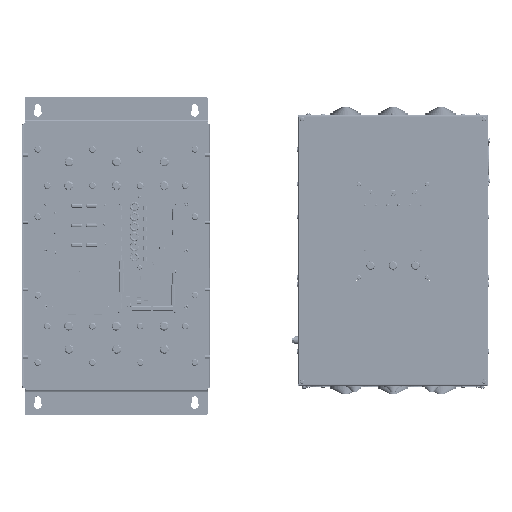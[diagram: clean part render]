
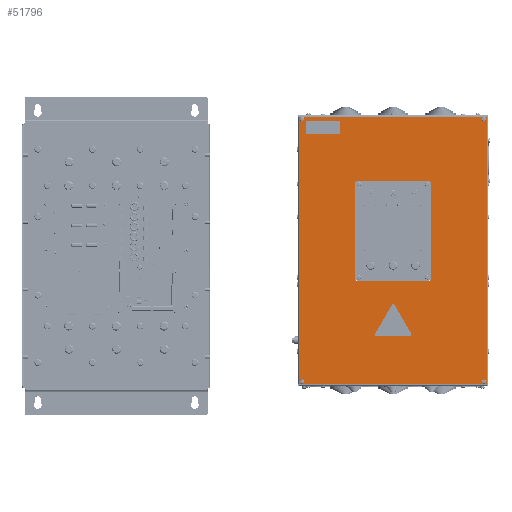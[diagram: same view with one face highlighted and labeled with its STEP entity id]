
A CAD part, top view. The second image highlights one B-rep face of the part: STEP entity #51796.
In plain terms, the highlighted planar face has unit normal (0, 0, 1).
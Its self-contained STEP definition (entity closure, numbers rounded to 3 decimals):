
#51796=ADVANCED_FACE('',(#87152,#87154,#87156,#87158,#87160,#87162),#87164,.T.);
#87152=FACE_BOUND('',#87153,.T.);
#87153=EDGE_LOOP('',(#138684,#138685,#138686,#138687));
#87154=FACE_BOUND('',#87155,.T.);
#87155=EDGE_LOOP('',(#138688,#138689,#138690,#138691,#138692,#138693,#138694,#138695));
#87156=FACE_BOUND('',#87157,.T.);
#87157=EDGE_LOOP('',(#138696));
#87158=FACE_BOUND('',#87159,.T.);
#87159=EDGE_LOOP('',(#138697));
#87160=FACE_BOUND('',#87161,.T.);
#87161=EDGE_LOOP('',(#138698));
#87162=FACE_BOUND('',#87163,.T.);
#87163=EDGE_LOOP('',(#138699));
#87164=PLANE('',#87165);
#87165=AXIS2_PLACEMENT_3D('',#87166,#87167,#87168);
#87166=CARTESIAN_POINT('',(499.569,683.044,329.72));
#87167=DIRECTION('',(0.,0.,1.));
#87168=DIRECTION('',(1.,0.,0.));
#138684=ORIENTED_EDGE('',*,*,#166952,.T.);
#138685=ORIENTED_EDGE('',*,*,#166953,.T.);
#138686=ORIENTED_EDGE('',*,*,#166919,.T.);
#138687=ORIENTED_EDGE('',*,*,#166954,.T.);
#138688=ORIENTED_EDGE('',*,*,#166955,.T.);
#138689=ORIENTED_EDGE('',*,*,#166956,.T.);
#138690=ORIENTED_EDGE('',*,*,#166957,.T.);
#138691=ORIENTED_EDGE('',*,*,#166958,.T.);
#138692=ORIENTED_EDGE('',*,*,#166959,.T.);
#138693=ORIENTED_EDGE('',*,*,#166960,.T.);
#138694=ORIENTED_EDGE('',*,*,#166961,.T.);
#138695=ORIENTED_EDGE('',*,*,#166962,.T.);
#138696=ORIENTED_EDGE('',*,*,#166963,.T.);
#138697=ORIENTED_EDGE('',*,*,#166964,.T.);
#138698=ORIENTED_EDGE('',*,*,#166965,.T.);
#138699=ORIENTED_EDGE('',*,*,#166966,.T.);
#166919=EDGE_CURVE('',#198812,#198804,#198830,.T.);
#166952=EDGE_CURVE('',#198879,#198873,#198880,.T.);
#166953=EDGE_CURVE('',#198873,#198812,#198881,.T.);
#166954=EDGE_CURVE('',#198804,#198879,#198882,.T.);
#166955=EDGE_CURVE('',#198883,#198884,#198885,.F.);
#166956=EDGE_CURVE('',#198884,#198886,#198887,.F.);
#166957=EDGE_CURVE('',#198886,#198888,#198889,.F.);
#166958=EDGE_CURVE('',#198888,#198890,#198891,.F.);
#166959=EDGE_CURVE('',#198890,#198892,#198893,.F.);
#166960=EDGE_CURVE('',#198892,#198894,#198895,.F.);
#166961=EDGE_CURVE('',#198894,#198896,#198897,.F.);
#166962=EDGE_CURVE('',#198896,#198883,#198898,.F.);
#166963=EDGE_CURVE('',#198899,#198899,#198900,.F.);
#166964=EDGE_CURVE('',#198901,#198901,#198902,.F.);
#166965=EDGE_CURVE('',#198903,#198903,#198904,.F.);
#166966=EDGE_CURVE('',#198905,#198905,#198906,.F.);
#198804=VERTEX_POINT('',#257250);
#198812=VERTEX_POINT('',#257268);
#198830=LINE('',#257309,#257310);
#198873=VERTEX_POINT('',#257413);
#198879=VERTEX_POINT('',#257429);
#198880=LINE('',#257430,#257431);
#198881=LINE('',#257433,#257434);
#198882=LINE('',#257436,#257437);
#198883=VERTEX_POINT('',#257439);
#198884=VERTEX_POINT('',#257440);
#198885=CIRCLE('',#257441,5.);
#198886=VERTEX_POINT('',#257445);
#198887=LINE('',#257446,#257447);
#198888=VERTEX_POINT('',#257449);
#198889=CIRCLE('',#257450,5.);
#198890=VERTEX_POINT('',#257454);
#198891=LINE('',#257455,#257456);
#198892=VERTEX_POINT('',#257458);
#198893=CIRCLE('',#257459,5.);
#198894=VERTEX_POINT('',#257463);
#198895=LINE('',#257464,#257465);
#198896=VERTEX_POINT('',#257467);
#198897=CIRCLE('',#257468,5.);
#198898=LINE('',#257472,#257473);
#198899=VERTEX_POINT('',#257475);
#198900=CIRCLE('',#257476,2.5);
#198901=VERTEX_POINT('',#257480);
#198902=CIRCLE('',#257481,2.5);
#198903=VERTEX_POINT('',#257485);
#198904=CIRCLE('',#257486,2.5);
#198905=VERTEX_POINT('',#257490);
#198906=CIRCLE('',#257491,2.5);
#257250=CARTESIAN_POINT('',(501.869,203.344,329.72));
#257268=CARTESIAN_POINT('',(501.869,680.744,329.72));
#257309=CARTESIAN_POINT('',(501.869,680.744,329.72));
#257310=VECTOR('',#257311,1.);
#257311=DIRECTION('',(0.,-1.,0.));
#257413=CARTESIAN_POINT('',(835.269,680.744,329.72));
#257429=CARTESIAN_POINT('',(835.269,203.344,329.72));
#257430=CARTESIAN_POINT('',(835.269,203.344,329.72));
#257431=VECTOR('',#257432,1.);
#257432=DIRECTION('',(0.,1.,0.));
#257433=CARTESIAN_POINT('',(835.269,680.744,329.72));
#257434=VECTOR('',#257435,1.);
#257435=DIRECTION('',(-1.,0.,0.));
#257436=CARTESIAN_POINT('',(501.869,203.344,329.72));
#257437=VECTOR('',#257438,1.);
#257438=DIRECTION('',(1.,0.,0.));
#257439=CARTESIAN_POINT('',(736.069,392.544,329.72));
#257440=CARTESIAN_POINT('',(731.069,387.544,329.72));
#257441=AXIS2_PLACEMENT_3D('',#257442,#257443,#257444);
#257442=CARTESIAN_POINT('',(731.069,392.544,329.72));
#257443=DIRECTION('',(0.,0.,1.));
#257444=DIRECTION('',(0.,-1.,0.));
#257445=CARTESIAN_POINT('',(606.069,387.544,329.72));
#257446=CARTESIAN_POINT('',(606.069,387.544,329.72));
#257447=VECTOR('',#257448,1.);
#257448=DIRECTION('',(1.,0.,0.));
#257449=CARTESIAN_POINT('',(601.069,392.544,329.72));
#257450=AXIS2_PLACEMENT_3D('',#257451,#257452,#257453);
#257451=CARTESIAN_POINT('',(606.069,392.544,329.72));
#257452=DIRECTION('',(0.,0.,1.));
#257453=DIRECTION('',(-1.,0.,0.));
#257454=CARTESIAN_POINT('',(601.069,561.544,329.72));
#257455=CARTESIAN_POINT('',(601.069,561.544,329.72));
#257456=VECTOR('',#257457,1.);
#257457=DIRECTION('',(0.,-1.,0.));
#257458=CARTESIAN_POINT('',(606.069,566.544,329.72));
#257459=AXIS2_PLACEMENT_3D('',#257460,#257461,#257462);
#257460=CARTESIAN_POINT('',(606.069,561.544,329.72));
#257461=DIRECTION('',(0.,0.,1.));
#257462=DIRECTION('',(0.,1.,0.));
#257463=CARTESIAN_POINT('',(731.069,566.544,329.72));
#257464=CARTESIAN_POINT('',(731.069,566.544,329.72));
#257465=VECTOR('',#257466,1.);
#257466=DIRECTION('',(-1.,0.,0.));
#257467=CARTESIAN_POINT('',(736.069,561.544,329.72));
#257468=AXIS2_PLACEMENT_3D('',#257469,#257470,#257471);
#257469=CARTESIAN_POINT('',(731.069,561.544,329.72));
#257470=DIRECTION('',(0.,0.,1.));
#257471=DIRECTION('',(1.,0.,0.));
#257472=CARTESIAN_POINT('',(736.069,392.544,329.72));
#257473=VECTOR('',#257474,1.);
#257474=DIRECTION('',(0.,1.,0.));
#257475=CARTESIAN_POINT('',(504.069,208.044,329.72));
#257476=AXIS2_PLACEMENT_3D('',#257477,#257478,#257479);
#257477=CARTESIAN_POINT('',(506.569,208.044,329.72));
#257478=DIRECTION('',(0.,0.,1.));
#257479=DIRECTION('',(-1.,0.,0.));
#257480=CARTESIAN_POINT('',(504.069,676.044,329.72));
#257481=AXIS2_PLACEMENT_3D('',#257482,#257483,#257484);
#257482=CARTESIAN_POINT('',(506.569,676.044,329.72));
#257483=DIRECTION('',(0.,0.,1.));
#257484=DIRECTION('',(-1.,0.,0.));
#257485=CARTESIAN_POINT('',(828.069,208.044,329.72));
#257486=AXIS2_PLACEMENT_3D('',#257487,#257488,#257489);
#257487=CARTESIAN_POINT('',(830.569,208.044,329.72));
#257488=DIRECTION('',(0.,0.,1.));
#257489=DIRECTION('',(-1.,0.,0.));
#257490=CARTESIAN_POINT('',(828.069,676.044,329.72));
#257491=AXIS2_PLACEMENT_3D('',#257492,#257493,#257494);
#257492=CARTESIAN_POINT('',(830.569,676.044,329.72));
#257493=DIRECTION('',(0.,0.,1.));
#257494=DIRECTION('',(-1.,0.,0.));
